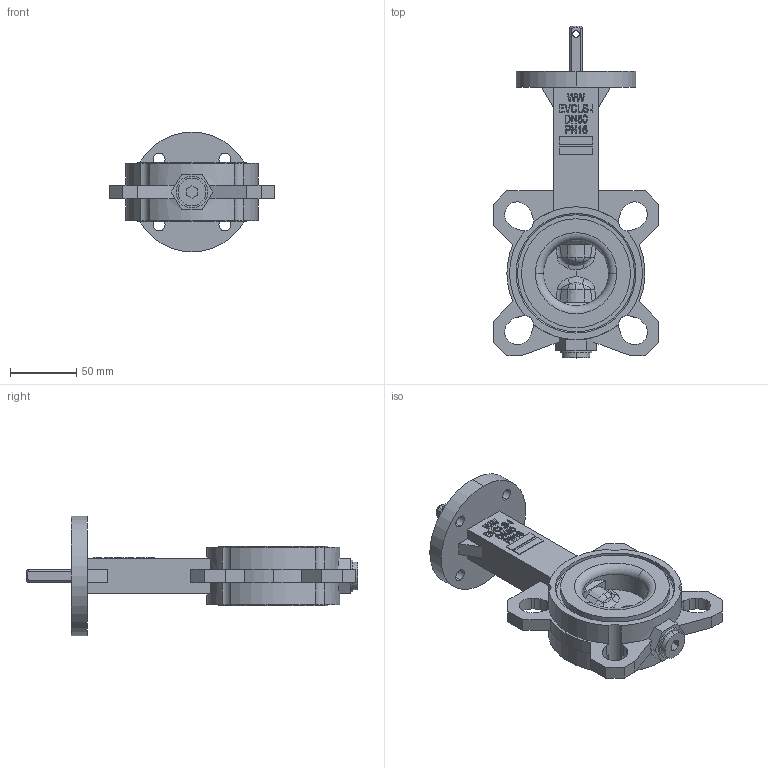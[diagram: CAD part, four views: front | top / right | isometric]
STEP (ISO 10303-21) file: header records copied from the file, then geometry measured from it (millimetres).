
FILE_DESCRIPTION (( 'STEP AP214' ), '1' );
FILE_NAME ('EVCLS-i DN50 PN16 F07-L10.STEP', '2024-04-24T13:56:25', ( '' ), ( '' ), 'SwSTEP 2.0', 'SolidWorks 2015', '' );
FILE_SCHEMA (( 'AUTOMOTIVE_DESIGN' ));
Length unit declared in the file: millimetre
Products named in the file (1): EVCLS-i DN50 PN16 F07-L10
Bounding box: 124 x 249.7 x 90 mm (x, y, z)
Volume: 463736.8 mm3; surface area: 80435.6 mm2
Topology: 1 solids, 1 shells, 472 faces, 1280 edges, 839 vertices
Faces by surface type: plane 252, bspline 97, cylinder 83, torus 24, cone 12, sphere 4
Entity records: 24213 total; most frequent: CARTESIAN_POINT 8447, ORIENTED_EDGE 2560, DIRECTION 2067, EDGE_CURVE 1280, VERTEX_POINT 839, VECTOR 773, LINE 773, AXIS2_PLACEMENT_3D 647
